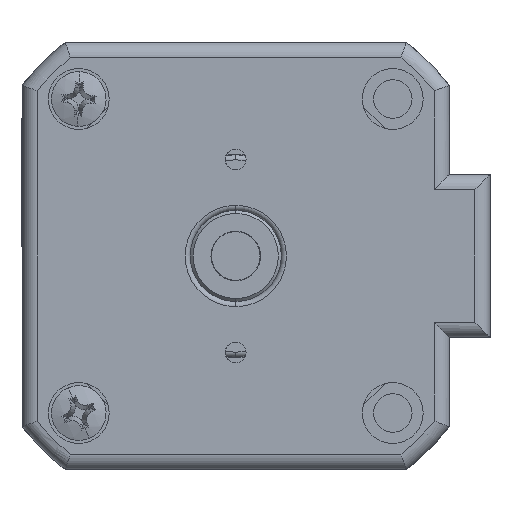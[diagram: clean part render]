
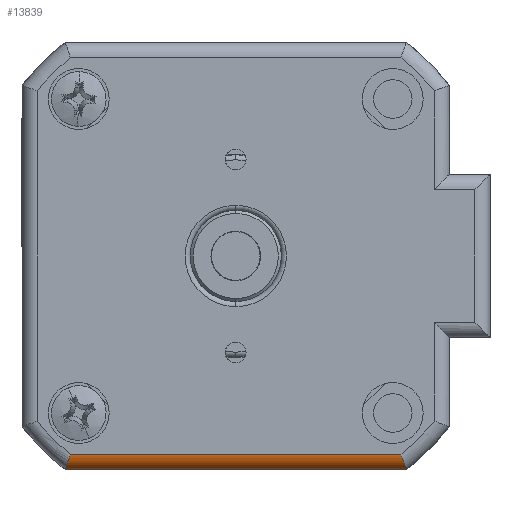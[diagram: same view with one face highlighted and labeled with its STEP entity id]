
A CAD part, front view. The second image highlights one B-rep face of the part: STEP entity #13839.
In plain terms, the highlighted cylindrical face has radius 1.5 mm (diameter 3 mm), a partial arc.
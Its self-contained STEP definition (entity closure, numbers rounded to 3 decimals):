
#1637 = EDGE_CURVE ( 'NONE', #23821, #15133, #6663, .T. ) ;
#2143 = CARTESIAN_POINT ( 'NONE',  ( 12.134, -24.41, -4.452 ) ) ;
#2851 = VERTEX_POINT ( 'NONE', #24673 ) ;
#4228 = CARTESIAN_POINT ( 'NONE',  ( -21.159, -25.67, -3.345 ) ) ;
#4359 = CARTESIAN_POINT ( 'NONE',  ( -21.444, -25.148, -4.147 ) ) ;
#4422 = EDGE_CURVE ( 'NONE', #30685, #23821, #20713, .T. ) ;
#5087 = CARTESIAN_POINT ( 'NONE',  ( 12.137, -24.309, -4.462 ) ) ;
#5452 = CARTESIAN_POINT ( 'NONE',  ( 12.137, -24.207, -4.462 ) ) ;
#6246 = DIRECTION ( 'NONE',  ( -1., 0., 0. ) ) ;
#6663 = B_SPLINE_CURVE_WITH_KNOTS ( 'NONE', 3,
 ( #32229, #15373, #18425, #29532, #21153, #10050, #4359, #29776, #35050, #4228, #18180, #12635 ),
 .UNSPECIFIED., .F., .F.,
 ( 4, 2, 2, 2, 2, 4 ),
 ( 0., 0., 0.001, 0.001, 0.002, 0.002 ),
 .UNSPECIFIED. ) ;
#7060 = VECTOR ( 'NONE', #17768, 1000. ) ;
#7315 = DIRECTION ( 'NONE',  ( -1., 0., 0. ) ) ;
#7666 = B_SPLINE_CURVE_WITH_KNOTS ( 'NONE', 3,
 ( #5452, #5087, #2143, #8285, #25068, #11127, #30834, #13964, #24832, #19004, #13595, #33290 ),
 .UNSPECIFIED., .F., .F.,
 ( 4, 2, 2, 2, 2, 4 ),
 ( 0., 0., 0.001, 0.001, 0.002, 0.002 ),
 .UNSPECIFIED. ) ;
#8241 = ORIENTED_EDGE ( 'NONE', *, *, #1637, .F. ) ;
#8285 = CARTESIAN_POINT ( 'NONE',  ( 12.12, -24.607, -4.411 ) ) ;
#8330 = CARTESIAN_POINT ( 'NONE',  ( 12.137, -24.207, -4.462 ) ) ;
#9443 = DIRECTION ( 'NONE',  ( 0., 0., 1. ) ) ;
#10050 = CARTESIAN_POINT ( 'NONE',  ( -21.485, -24.981, -4.263 ) ) ;
#11127 = CARTESIAN_POINT ( 'NONE',  ( 12.067, -24.981, -4.263 ) ) ;
#11871 = CARTESIAN_POINT ( 'NONE',  ( -4.709, -25.707, -2.962 ) ) ;
#11955 = ORIENTED_EDGE ( 'NONE', *, *, #4422, .F. ) ;
#12635 = CARTESIAN_POINT ( 'NONE',  ( -21.021, -25.707, -2.962 ) ) ;
#13248 = VECTOR ( 'NONE', #7315, 1000. ) ;
#13595 = CARTESIAN_POINT ( 'NONE',  ( 11.672, -25.707, -3.151 ) ) ;
#13839 = ADVANCED_FACE ( 'NONE', ( #27046 ), #18152, .T. ) ;
#13964 = CARTESIAN_POINT ( 'NONE',  ( 11.928, -25.42, -3.867 ) ) ;
#14106 = CARTESIAN_POINT ( 'NONE',  ( -21.555, -24.207, -4.462 ) ) ;
#14378 = CARTESIAN_POINT ( 'NONE',  ( -21.021, -25.707, -2.962 ) ) ;
#14401 = EDGE_CURVE ( 'NONE', #15133, #2851, #31732, .T. ) ;
#15133 = VERTEX_POINT ( 'NONE', #14378 ) ;
#15373 = CARTESIAN_POINT ( 'NONE',  ( -21.555, -24.309, -4.462 ) ) ;
#15832 = ORIENTED_EDGE ( 'NONE', *, *, #29133, .T. ) ;
#17768 = DIRECTION ( 'NONE',  ( 1., 0., 0. ) ) ;
#18152 = CYLINDRICAL_SURFACE ( 'NONE', #23130, 1.5 ) ;
#18180 = CARTESIAN_POINT ( 'NONE',  ( -21.089, -25.707, -3.151 ) ) ;
#18425 = CARTESIAN_POINT ( 'NONE',  ( -21.551, -24.41, -4.452 ) ) ;
#19004 = CARTESIAN_POINT ( 'NONE',  ( 11.741, -25.67, -3.345 ) ) ;
#20713 = LINE ( 'NONE', #32925, #13248 ) ;
#21153 = CARTESIAN_POINT ( 'NONE',  ( -21.526, -24.704, -4.381 ) ) ;
#23130 = AXIS2_PLACEMENT_3D ( 'NONE', #32107, #6246, #9443 ) ;
#23821 = VERTEX_POINT ( 'NONE', #14106 ) ;
#24673 = CARTESIAN_POINT ( 'NONE',  ( 11.604, -25.707, -2.962 ) ) ;
#24832 = CARTESIAN_POINT ( 'NONE',  ( 11.868, -25.527, -3.7 ) ) ;
#25068 = CARTESIAN_POINT ( 'NONE',  ( 12.109, -24.704, -4.381 ) ) ;
#27046 = FACE_OUTER_BOUND ( 'NONE', #34461, .T. ) ;
#29133 = EDGE_CURVE ( 'NONE', #30685, #2851, #7666, .T. ) ;
#29532 = CARTESIAN_POINT ( 'NONE',  ( -21.537, -24.607, -4.411 ) ) ;
#29776 = CARTESIAN_POINT ( 'NONE',  ( -21.345, -25.42, -3.867 ) ) ;
#30685 = VERTEX_POINT ( 'NONE', #8330 ) ;
#30834 = CARTESIAN_POINT ( 'NONE',  ( 12.027, -25.148, -4.147 ) ) ;
#31732 = LINE ( 'NONE', #11871, #7060 ) ;
#32107 = CARTESIAN_POINT ( 'NONE',  ( -21.555, -24.207, -2.962 ) ) ;
#32229 = CARTESIAN_POINT ( 'NONE',  ( -21.555, -24.207, -4.462 ) ) ;
#32925 = CARTESIAN_POINT ( 'NONE',  ( -21.555, -24.207, -4.462 ) ) ;
#33290 = CARTESIAN_POINT ( 'NONE',  ( 11.604, -25.707, -2.962 ) ) ;
#33722 = ORIENTED_EDGE ( 'NONE', *, *, #14401, .F. ) ;
#34461 = EDGE_LOOP ( 'NONE', ( #15832, #33722, #8241, #11955 ) ) ;
#35050 = CARTESIAN_POINT ( 'NONE',  ( -21.286, -25.527, -3.7 ) ) ;
